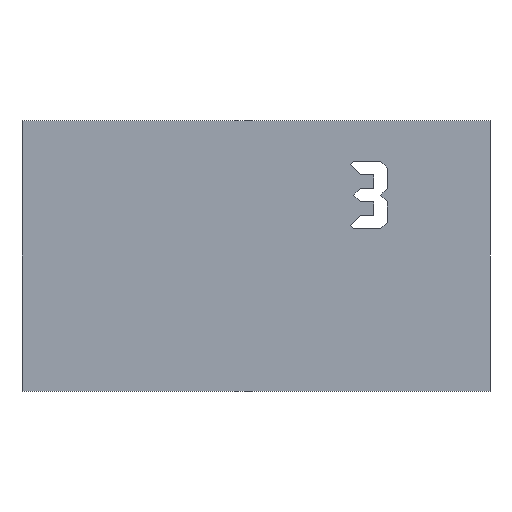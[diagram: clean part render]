
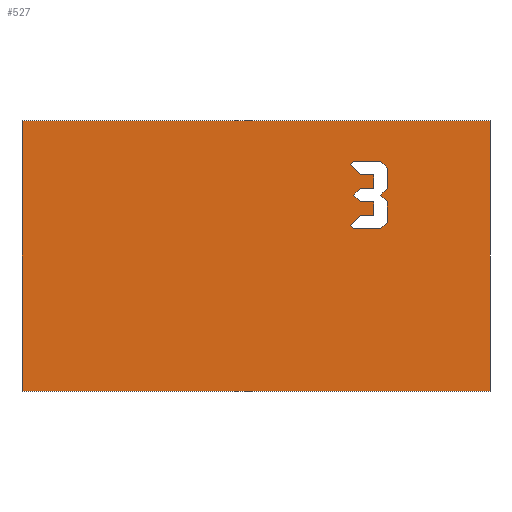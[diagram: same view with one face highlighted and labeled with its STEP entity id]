
A CAD part, front view. The second image highlights one B-rep face of the part: STEP entity #527.
In plain terms, the highlighted planar face has unit normal (0, -1, 0).
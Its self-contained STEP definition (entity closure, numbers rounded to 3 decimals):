
#16=FACE_BOUND('',#67,.T.);
#39=FACE_OUTER_BOUND('',#66,.T.);
#66=EDGE_LOOP('',(#443,#444,#445,#446));
#67=EDGE_LOOP('',(#447,#448,#449,#450,#451,#452,#453,#454,#455,#456,#457,
#458,#459,#460,#461,#462,#463,#464,#465,#466));
#73=LINE('',#705,#145);
#77=LINE('',#712,#149);
#80=LINE('',#718,#152);
#83=LINE('',#724,#155);
#86=LINE('',#730,#158);
#89=LINE('',#736,#161);
#92=LINE('',#742,#164);
#95=LINE('',#748,#167);
#98=LINE('',#754,#170);
#101=LINE('',#760,#173);
#104=LINE('',#766,#176);
#107=LINE('',#772,#179);
#110=LINE('',#778,#182);
#113=LINE('',#784,#185);
#116=LINE('',#790,#188);
#119=LINE('',#796,#191);
#122=LINE('',#802,#194);
#125=LINE('',#808,#197);
#128=LINE('',#814,#200);
#130=LINE('',#817,#202);
#137=LINE('',#832,#209);
#138=LINE('',#835,#210);
#139=LINE('',#837,#211);
#140=LINE('',#838,#212);
#145=VECTOR('',#577,10.);
#149=VECTOR('',#583,10.);
#152=VECTOR('',#588,10.);
#155=VECTOR('',#593,10.);
#158=VECTOR('',#598,10.);
#161=VECTOR('',#603,10.);
#164=VECTOR('',#608,10.);
#167=VECTOR('',#613,10.);
#170=VECTOR('',#618,10.);
#173=VECTOR('',#623,10.);
#176=VECTOR('',#628,10.);
#179=VECTOR('',#633,10.);
#182=VECTOR('',#638,10.);
#185=VECTOR('',#643,10.);
#188=VECTOR('',#648,10.);
#191=VECTOR('',#653,10.);
#194=VECTOR('',#658,10.);
#197=VECTOR('',#663,10.);
#200=VECTOR('',#668,10.);
#202=VECTOR('',#672,10.);
#209=VECTOR('',#683,10.);
#210=VECTOR('',#686,10.);
#211=VECTOR('',#687,10.);
#212=VECTOR('',#688,10.);
#217=VERTEX_POINT('',#702);
#218=VERTEX_POINT('',#704);
#220=VERTEX_POINT('',#710);
#222=VERTEX_POINT('',#716);
#224=VERTEX_POINT('',#722);
#226=VERTEX_POINT('',#728);
#228=VERTEX_POINT('',#734);
#230=VERTEX_POINT('',#740);
#232=VERTEX_POINT('',#746);
#234=VERTEX_POINT('',#752);
#236=VERTEX_POINT('',#758);
#238=VERTEX_POINT('',#764);
#240=VERTEX_POINT('',#770);
#242=VERTEX_POINT('',#776);
#244=VERTEX_POINT('',#782);
#246=VERTEX_POINT('',#788);
#248=VERTEX_POINT('',#794);
#250=VERTEX_POINT('',#800);
#252=VERTEX_POINT('',#806);
#254=VERTEX_POINT('',#812);
#259=VERTEX_POINT('',#828);
#260=VERTEX_POINT('',#830);
#261=VERTEX_POINT('',#834);
#262=VERTEX_POINT('',#836);
#265=EDGE_CURVE('',#218,#217,#73,.T.);
#269=EDGE_CURVE('',#217,#220,#77,.T.);
#272=EDGE_CURVE('',#220,#222,#80,.T.);
#275=EDGE_CURVE('',#222,#224,#83,.T.);
#278=EDGE_CURVE('',#224,#226,#86,.T.);
#281=EDGE_CURVE('',#226,#228,#89,.T.);
#284=EDGE_CURVE('',#228,#230,#92,.T.);
#287=EDGE_CURVE('',#230,#232,#95,.T.);
#290=EDGE_CURVE('',#232,#234,#98,.T.);
#293=EDGE_CURVE('',#234,#236,#101,.T.);
#296=EDGE_CURVE('',#236,#238,#104,.T.);
#299=EDGE_CURVE('',#238,#240,#107,.T.);
#302=EDGE_CURVE('',#240,#242,#110,.T.);
#305=EDGE_CURVE('',#242,#244,#113,.T.);
#308=EDGE_CURVE('',#244,#246,#116,.T.);
#311=EDGE_CURVE('',#246,#248,#119,.T.);
#314=EDGE_CURVE('',#248,#250,#122,.T.);
#317=EDGE_CURVE('',#250,#252,#125,.T.);
#320=EDGE_CURVE('',#252,#254,#128,.T.);
#322=EDGE_CURVE('',#254,#218,#130,.T.);
#329=EDGE_CURVE('',#259,#260,#137,.T.);
#330=EDGE_CURVE('',#259,#261,#138,.T.);
#331=EDGE_CURVE('',#262,#260,#139,.T.);
#332=EDGE_CURVE('',#261,#262,#140,.T.);
#443=ORIENTED_EDGE('',*,*,#330,.F.);
#444=ORIENTED_EDGE('',*,*,#329,.T.);
#445=ORIENTED_EDGE('',*,*,#331,.F.);
#446=ORIENTED_EDGE('',*,*,#332,.F.);
#447=ORIENTED_EDGE('',*,*,#265,.T.);
#448=ORIENTED_EDGE('',*,*,#269,.T.);
#449=ORIENTED_EDGE('',*,*,#272,.T.);
#450=ORIENTED_EDGE('',*,*,#275,.T.);
#451=ORIENTED_EDGE('',*,*,#278,.T.);
#452=ORIENTED_EDGE('',*,*,#281,.T.);
#453=ORIENTED_EDGE('',*,*,#284,.T.);
#454=ORIENTED_EDGE('',*,*,#287,.T.);
#455=ORIENTED_EDGE('',*,*,#290,.T.);
#456=ORIENTED_EDGE('',*,*,#293,.T.);
#457=ORIENTED_EDGE('',*,*,#296,.T.);
#458=ORIENTED_EDGE('',*,*,#299,.T.);
#459=ORIENTED_EDGE('',*,*,#302,.T.);
#460=ORIENTED_EDGE('',*,*,#305,.T.);
#461=ORIENTED_EDGE('',*,*,#308,.T.);
#462=ORIENTED_EDGE('',*,*,#311,.T.);
#463=ORIENTED_EDGE('',*,*,#314,.T.);
#464=ORIENTED_EDGE('',*,*,#317,.T.);
#465=ORIENTED_EDGE('',*,*,#320,.T.);
#466=ORIENTED_EDGE('',*,*,#322,.T.);
#501=PLANE('',#567);
#527=ADVANCED_FACE('',(#39,#16),#501,.T.);
#567=AXIS2_PLACEMENT_3D('',#833,#684,#685);
#577=DIRECTION('',(0.707,0.,-0.707));
#583=DIRECTION('',(0.,0.,-1.));
#588=DIRECTION('',(-0.707,0.,-0.707));
#593=DIRECTION('',(0.707,0.,-0.707));
#598=DIRECTION('',(0.,0.,-1.));
#603=DIRECTION('',(-0.707,0.,-0.707));
#608=DIRECTION('',(-1.,0.,0.));
#613=DIRECTION('',(-0.707,0.,0.707));
#618=DIRECTION('',(0.707,0.,0.707));
#623=DIRECTION('',(1.,0.,0.));
#628=DIRECTION('',(0.,0.,1.));
#633=DIRECTION('',(-1.,0.,0.));
#638=DIRECTION('',(-0.707,0.,0.707));
#643=DIRECTION('',(0.707,0.,0.707));
#648=DIRECTION('',(1.,0.,0.));
#653=DIRECTION('',(0.,0.,1.));
#658=DIRECTION('',(-1.,0.,0.));
#663=DIRECTION('',(-0.707,0.,0.707));
#668=DIRECTION('',(0.707,0.,0.707));
#672=DIRECTION('',(1.,0.,0.));
#683=DIRECTION('',(1.,0.,0.));
#684=DIRECTION('center_axis',(0.,-1.,0.));
#685=DIRECTION('ref_axis',(0.,0.,-1.));
#686=DIRECTION('',(0.,0.,1.));
#687=DIRECTION('',(0.,0.,-1.));
#688=DIRECTION('',(1.,0.,0.));
#702=CARTESIAN_POINT('',(37.15,31.5,26.));
#704=CARTESIAN_POINT('',(35.15,31.5,28.));
#705=CARTESIAN_POINT('',(6.613,31.5,56.537));
#710=CARTESIAN_POINT('',(37.15,31.5,20.));
#712=CARTESIAN_POINT('',(37.15,31.5,30.));
#716=CARTESIAN_POINT('',(35.15,31.5,18.));
#718=CARTESIAN_POINT('',(14.113,31.5,-3.037));
#722=CARTESIAN_POINT('',(37.15,31.5,16.));
#724=CARTESIAN_POINT('',(4.113,31.5,49.037));
#728=CARTESIAN_POINT('',(37.15,31.5,10.));
#730=CARTESIAN_POINT('',(37.15,31.5,25.));
#734=CARTESIAN_POINT('',(35.15,31.5,8.));
#736=CARTESIAN_POINT('',(16.613,31.5,-10.537));
#740=CARTESIAN_POINT('',(27.15,31.5,8.));
#742=CARTESIAN_POINT('',(-21.925,31.5,8.));
#746=CARTESIAN_POINT('',(26.15,31.5,9.));
#748=CARTESIAN_POINT('',(-5.887,31.5,41.037));
#752=CARTESIAN_POINT('',(29.15,31.5,12.));
#754=CARTESIAN_POINT('',(11.113,31.5,-6.037));
#758=CARTESIAN_POINT('',(33.15,31.5,12.));
#760=CARTESIAN_POINT('',(-18.925,31.5,12.));
#764=CARTESIAN_POINT('',(33.15,31.5,16.));
#766=CARTESIAN_POINT('',(33.15,31.5,28.));
#770=CARTESIAN_POINT('',(29.15,31.5,16.));
#772=CARTESIAN_POINT('',(-20.925,31.5,16.));
#776=CARTESIAN_POINT('',(27.15,31.5,18.));
#778=CARTESIAN_POINT('',(-2.887,31.5,48.037));
#782=CARTESIAN_POINT('',(29.15,31.5,20.));
#784=CARTESIAN_POINT('',(9.113,31.5,-0.037));
#788=CARTESIAN_POINT('',(33.15,31.5,20.));
#790=CARTESIAN_POINT('',(-18.925,31.5,20.));
#794=CARTESIAN_POINT('',(33.15,31.5,24.));
#796=CARTESIAN_POINT('',(33.15,31.5,32.));
#800=CARTESIAN_POINT('',(29.15,31.5,24.));
#802=CARTESIAN_POINT('',(-20.925,31.5,24.));
#806=CARTESIAN_POINT('',(26.15,31.5,27.));
#808=CARTESIAN_POINT('',(-1.387,31.5,54.537));
#812=CARTESIAN_POINT('',(27.15,31.5,28.));
#814=CARTESIAN_POINT('',(5.613,31.5,6.463));
#817=CARTESIAN_POINT('',(-17.925,31.5,28.));
#828=CARTESIAN_POINT('',(-71.,31.5,-40.));
#830=CARTESIAN_POINT('',(67.5,31.5,-40.));
#832=CARTESIAN_POINT('',(-71.,31.5,-40.));
#833=CARTESIAN_POINT('Origin',(-71.,31.5,40.));
#834=CARTESIAN_POINT('',(-71.,31.5,40.));
#835=CARTESIAN_POINT('',(-71.,31.5,-40.));
#836=CARTESIAN_POINT('',(67.5,31.5,40.));
#837=CARTESIAN_POINT('',(67.5,31.5,-40.));
#838=CARTESIAN_POINT('',(-71.,31.5,40.));
